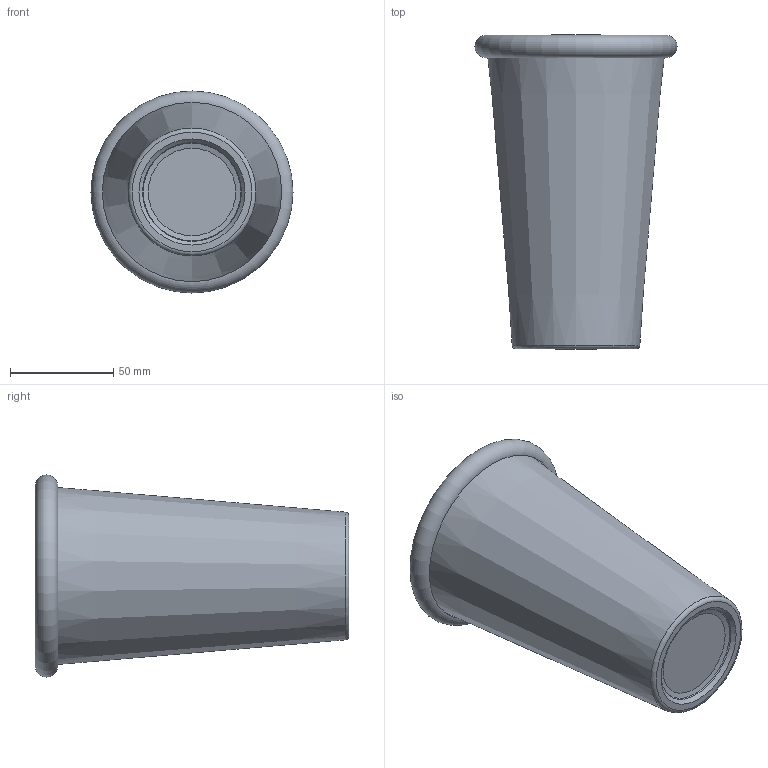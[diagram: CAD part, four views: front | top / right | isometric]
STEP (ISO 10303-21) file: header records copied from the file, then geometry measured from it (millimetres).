
FILE_DESCRIPTION(/* description */ (''),/* implementation_level */ '2;1');
FILE_NAME(/* name */ 'demo_assembly v5.step',/* time_stamp */ '2019-12-02T22:58:47-05:00',/* author */ (''),/* organization */ (''),/* preprocessor_version */ 'ST-DEVELOPER v18',/* originating_system */ 'Autodesk Translation Framework v8.12.0.6',/* authorisation */ '');
FILE_SCHEMA (('AUTOMOTIVE_DESIGN { 1 0 10303 214 3 1 1 }'));
Length unit declared in the file: inch
Products named in the file (3): demo_assembly; pint glass; the lid
Assembly tree (2 placements, depth 2):
  demo_assembly
    pint glass
    the lid
Bounding box: 98 x 152.18 x 98 mm (x, y, z)
Volume: 161982 mm3; surface area: 89240.8 mm2
Topology: 2 solids, 2 shells, 18 faces, 45 edges, 33 vertices
Faces by surface type: cone 8, plane 6, torus 2, cylinder 2
Full cylindrical faces by diameter (mm): 15 x1, 87 x1
Entity records: 674 total; most frequent: DIRECTION 126, CARTESIAN_POINT 101, ORIENTED_EDGE 90, AXIS2_PLACEMENT_3D 58, EDGE_CURVE 45, CIRCLE 35, VERTEX_POINT 33, EDGE_LOOP 22
